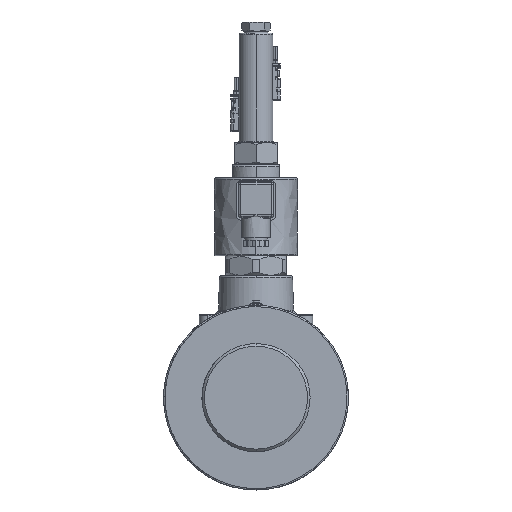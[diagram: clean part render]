
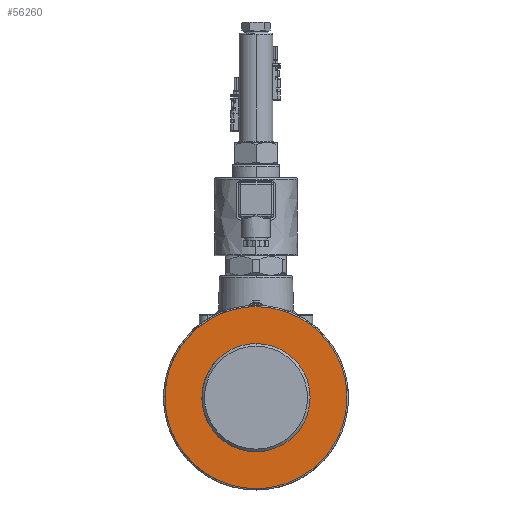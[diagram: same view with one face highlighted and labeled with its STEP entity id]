
A CAD part, front view. The second image highlights one B-rep face of the part: STEP entity #56260.
In plain terms, the highlighted free-form (B-spline) face has degree [1, 1] with [2, 2] control points.
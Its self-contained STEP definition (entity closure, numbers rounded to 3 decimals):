
#56215 = CARTESIAN_POINT ('', (0., -88., 69.));
#56216 = VERTEX_POINT ('', #56215);
#56217 = CARTESIAN_POINT ('', (0., -88., 69.));
#56218 = CARTESIAN_POINT ('', (69., -88., 69.));
#56219 = CARTESIAN_POINT ('', (69., -88., 0.));
#56220 = CARTESIAN_POINT ('', (69., -88., -69.));
#56221 = CARTESIAN_POINT ('', (0., -88., -69.));
#56222 = CARTESIAN_POINT ('', (-69., -88., -69.));
#56223 = CARTESIAN_POINT ('', (-69., -88., 0.));
#56224 = CARTESIAN_POINT ('', (-69., -88., 69.));
#56225 = CARTESIAN_POINT ('', (0., -88., 69.));
#56226 = (
   BOUNDED_CURVE ()
   B_SPLINE_CURVE (2, (#56217, #56218, #56219, #56220, #56221, #56222, #56223, #56224, #56225), .UNSPECIFIED., .T., .U.)
   B_SPLINE_CURVE_WITH_KNOTS ((3, 2, 2, 2, 3), (180., 270., 360., 450., 540.), .UNSPECIFIED.)
   CURVE ()
   GEOMETRIC_REPRESENTATION_ITEM ()
   RATIONAL_B_SPLINE_CURVE ((1., 0.707, 1., 0.707, 1., 0.707, 1., 0.707, 1.))
   REPRESENTATION_ITEM ('')
);
#56227 = EDGE_CURVE ('', #56216, #56216, #56226, .T.);
#56228 = ORIENTED_EDGE ('', *, *, #56227, .F.);
#56229 = EDGE_LOOP ('', (#56228));
#56230 = FACE_OUTER_BOUND ('', #56229, .T.);
#56231 = CARTESIAN_POINT ('', (-28.991, -88., 28.991));
#56232 = VERTEX_POINT ('', #56231);
#56233 = CARTESIAN_POINT ('', (0., -88., 41.));
#56234 = VERTEX_POINT ('', #56233);
#56235 = CARTESIAN_POINT ('', (-28.991, -88., 28.991));
#56236 = CARTESIAN_POINT ('', (-16.983, -88., 41.));
#56237 = CARTESIAN_POINT ('', (0., -88., 41.));
#56238 = (
   BOUNDED_CURVE ()
   B_SPLINE_CURVE (2, (#56235, #56236, #56237), .UNSPECIFIED., .F., .U.)
   B_SPLINE_CURVE_WITH_KNOTS ((3, 3), (315., 360.), .UNSPECIFIED.)
   CURVE ()
   GEOMETRIC_REPRESENTATION_ITEM ()
   RATIONAL_B_SPLINE_CURVE ((1., 0.854, 0.854))
   REPRESENTATION_ITEM ('')
);
#56239 = EDGE_CURVE ('', #56232, #56234, #56238, .T.);
#56240 = ORIENTED_EDGE ('', *, *, #56239, .T.);
#56241 = CARTESIAN_POINT ('', (0., -88., 41.));
#56242 = CARTESIAN_POINT ('', (16.983, -88., 41.));
#56243 = CARTESIAN_POINT ('', (28.991, -88., 28.991));
#56244 = CARTESIAN_POINT ('', (57.983, -88., 0.));
#56245 = CARTESIAN_POINT ('', (28.991, -88., -28.991));
#56246 = CARTESIAN_POINT ('', (0., -88., -57.983));
#56247 = CARTESIAN_POINT ('', (-28.991, -88., -28.991));
#56248 = CARTESIAN_POINT ('', (-57.983, -88., 0.));
#56249 = CARTESIAN_POINT ('', (-28.991, -88., 28.991));
#56250 = (
   BOUNDED_CURVE ()
   B_SPLINE_CURVE (2, (#56241, #56242, #56243, #56244, #56245, #56246, #56247, #56248, #56249), .UNSPECIFIED., .F., .U.)
   B_SPLINE_CURVE_WITH_KNOTS ((3, 2, 2, 2, 3), (360., 405., 495., 585., 675.), .UNSPECIFIED.)
   CURVE ()
   GEOMETRIC_REPRESENTATION_ITEM ()
   RATIONAL_B_SPLINE_CURVE ((0.854, 0.854, 1., 0.707, 1., 0.707, 1., 0.707, 1.))
   REPRESENTATION_ITEM ('')
);
#56251 = EDGE_CURVE ('', #56234, #56232, #56250, .T.);
#56252 = ORIENTED_EDGE ('', *, *, #56251, .T.);
#56253 = EDGE_LOOP ('', (#56240, #56252));
#56254 = FACE_BOUND ('', #56253, .T.);
#56255 = CARTESIAN_POINT ('', (-69., -88., 69.));
#56256 = CARTESIAN_POINT ('', (69., -88., 69.));
#56257 = CARTESIAN_POINT ('', (-69., -88., -69.));
#56258 = CARTESIAN_POINT ('', (69., -88., -69.));
#56259 = B_SPLINE_SURFACE_WITH_KNOTS ('', 1, 1, ((#56255, #56256), (#56257, #56258)), .UNSPECIFIED., .F., .F., .U., (2, 2), (2, 2), (-13.5, 124.5), (-69., 69.), .UNSPECIFIED.);
#56260 = ADVANCED_FACE ('', (#56230, #56254), #56259, .T.);
